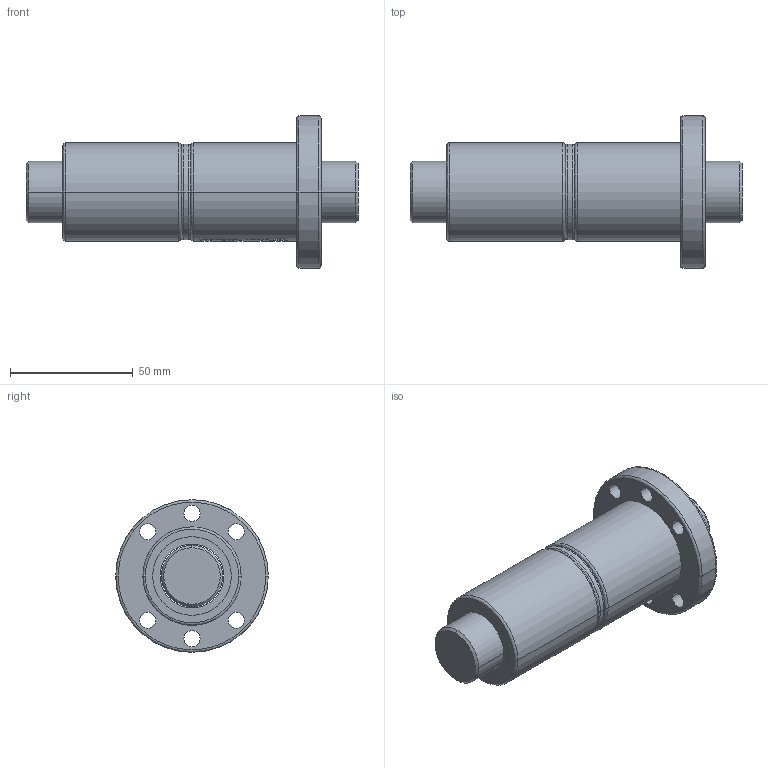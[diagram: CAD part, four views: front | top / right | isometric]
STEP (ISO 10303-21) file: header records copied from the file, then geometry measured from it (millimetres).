
FILE_DESCRIPTION (( 'STEP AP203' ), '1' );
FILE_NAME ('DFU02506.STEP', '2019-04-03T11:49:05', ( '' ), ( '' ), 'SwSTEP 2.0', 'SolidWorks 2015', '' );
FILE_SCHEMA (( 'CONFIG_CONTROL_DESIGN' ));
Length unit declared in the file: millimetre
Products named in the file (1): DFU02506
Bounding box: 135 x 62 x 62 mm (x, y, z)
Volume: 157369.6 mm3; surface area: 45390.4 mm2
Topology: 6 solids, 6 shells, 703 faces, 1943 edges, 1290 vertices
Faces by surface type: plane 610, cylinder 54, bspline 35, cone 4
Entity records: 24864 total; most frequent: CARTESIAN_POINT 8342, ORIENTED_EDGE 3886, DIRECTION 2863, EDGE_CURVE 1943, VERTEX_POINT 1290, LINE 1281, VECTOR 1281, AXIS2_PLACEMENT_3D 791
